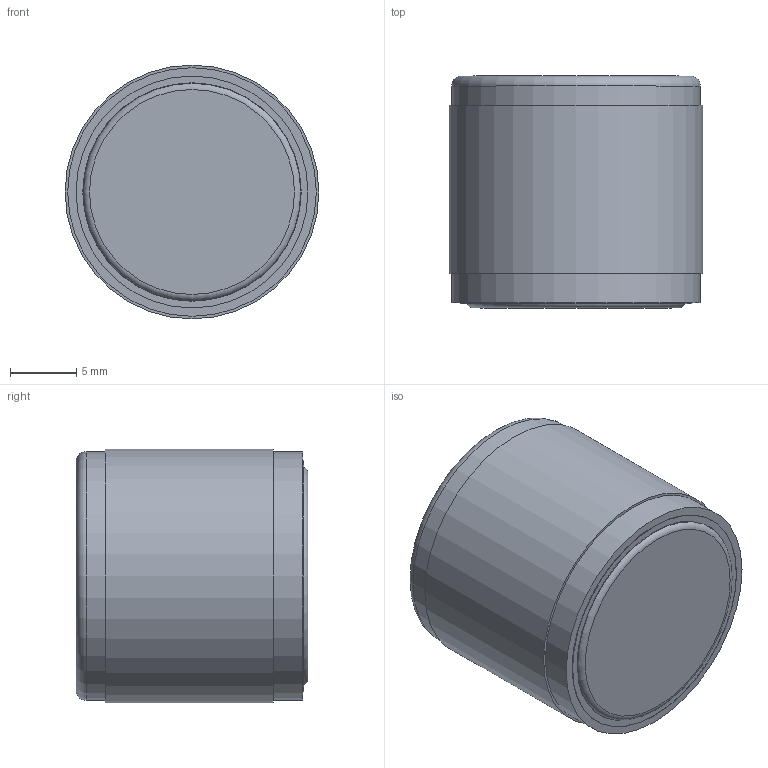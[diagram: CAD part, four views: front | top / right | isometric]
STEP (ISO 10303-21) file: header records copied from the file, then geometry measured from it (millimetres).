
FILE_DESCRIPTION(/* description */ (''),/* implementation_level */ '2;1');
FILE_NAME(/* name */ 'MH149-1A.stp',/* time_stamp */ '2017-05-05T17:05:29-04:00',/* author */ ('aneininger'),/* organization */ ('CONNECTION TECHNOLOGY CENTER'),/* preprocessor_version */ 'ST-DEVELOPER v16.5',/* originating_system */ 'Autodesk Inventor 2017',/* authorisation */ '');
FILE_SCHEMA (('AUTOMOTIVE_DESIGN { 1 0 10303 214 3 1 1 }'));
Length unit declared in the file: inch
Products named in the file (1): Part9
Bounding box: 19.18 x 17.53 x 19.18 mm (x, y, z)
Volume: 4655 mm3; surface area: 2997.9 mm2
Topology: 1 solids, 3 shells, 35 faces, 55 edges, 37 vertices
Faces by surface type: plane 17, cylinder 14, torus 3, cone 1
Full cylindrical faces by diameter (mm): 5.359 x1, 15.24 x1, 16.51 x3, 16.764 x3, 17.272 x2, 17.526 x1, 18.796 x2, 19.177 x1
Entity records: 772 total; most frequent: DIRECTION 138, CARTESIAN_POINT 102, AXIS2_PLACEMENT_3D 69, EDGE_LOOP 66, ORIENTED_EDGE 66, STYLED_ITEM 36, FACE_OUTER_BOUND 35, ADVANCED_FACE 35
